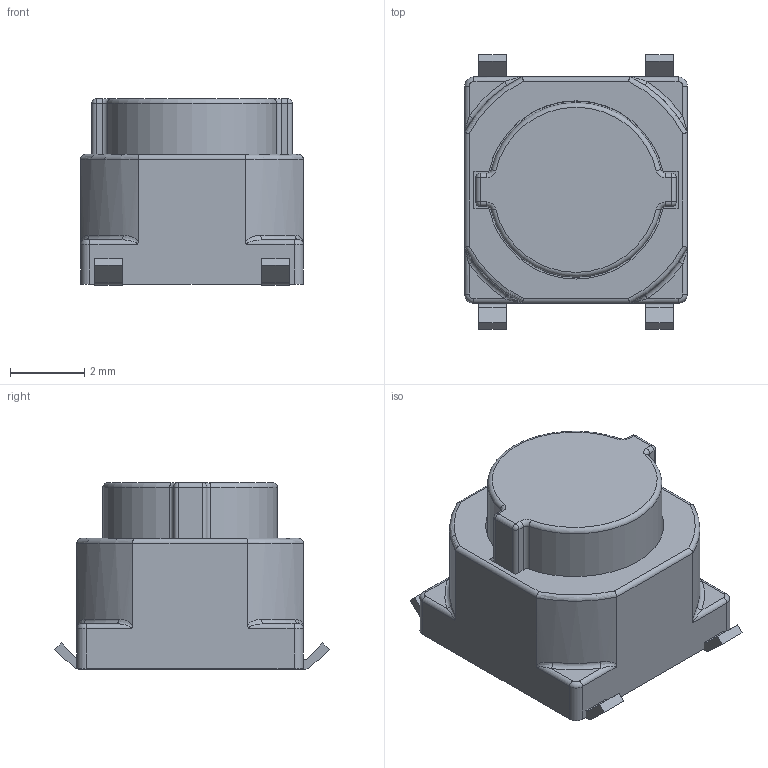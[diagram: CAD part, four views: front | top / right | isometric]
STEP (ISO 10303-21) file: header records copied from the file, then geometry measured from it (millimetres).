
FILE_DESCRIPTION(/* description */ ('Alibre Inc.'),/* implementation_level */ '2;1');
FILE_NAME(/* name */ 'export0',/* time_stamp */ '2013-12-23T04:57:16+00:00',/* author */ (''),/* organization */ (''),/* preprocessor_version */ 'ST-DEVELOPER v14',/* originating_system */ 'Alibre',/* authorisation */ '');
FILE_SCHEMA (('AUTOMOTIVE_DESIGN'));
Length unit declared in the file: centimetre
Bounding box: 6 x 7.4 x 5.03 mm (x, y, z)
Volume: 147.4 mm3; surface area: 312.7 mm2
Topology: 4 solids, 4 shells, 121 faces, 300 edges, 180 vertices
Faces by surface type: cylinder 46, plane 45, torus 18, bspline 8, sphere 4
Entity records: 4570 total; most frequent: CARTESIAN_POINT 2060, ORIENTED_EDGE 512, DIRECTION 480, EDGE_CURVE 256, AXIS2_PLACEMENT_3D 202, VERTEX_POINT 156, VECTOR 126, LINE 126
